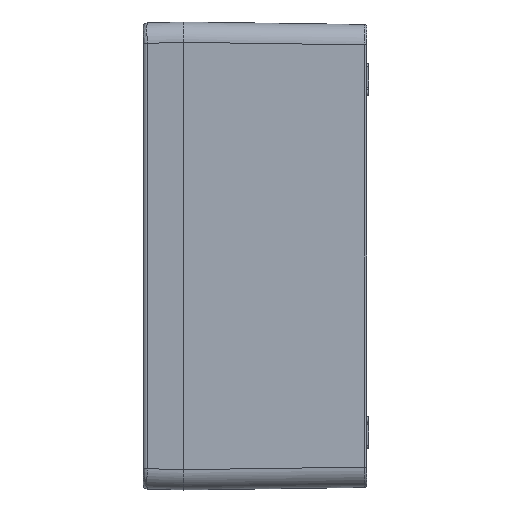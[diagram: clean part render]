
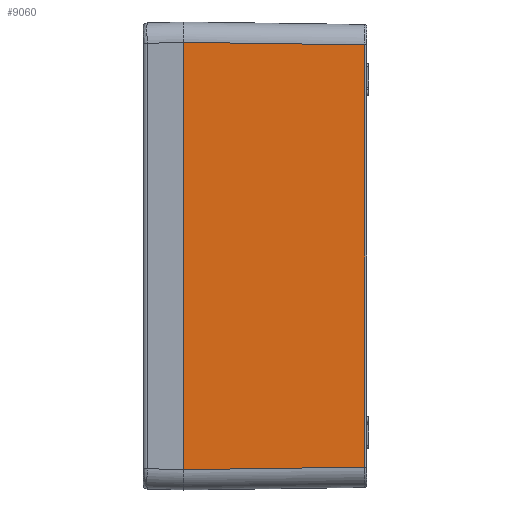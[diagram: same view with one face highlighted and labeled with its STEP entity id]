
A CAD part, left-side view. The second image highlights one B-rep face of the part: STEP entity #9060.
In plain terms, the highlighted planar face has unit normal (-1, -0.014, 0).
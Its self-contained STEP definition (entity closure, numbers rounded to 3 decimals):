
#843=CARTESIAN_POINT('',(-140.,90.,105.001));
#854=DIRECTION('',(0.,0.,1.));
#855=VECTOR('',#854,210.002);
#856=CARTESIAN_POINT('',(-140.,90.,-105.001));
#857=LINE('',#856,#855);
#867=CARTESIAN_POINT('',(-140.,90.,-105.001));
#4136=DIRECTION('',(0.,0.,-1.));
#4137=VECTOR('',#4136,207.516);
#4138=CARTESIAN_POINT('',(-138.757,0.986,
103.758));
#4139=LINE('',#4138,#4137);
#4143=DIRECTION('',(0.014,-1.,0.014));
#4144=VECTOR('',#4143,89.031);
#4145=CARTESIAN_POINT('',(-140.,90.,-105.001));
#4146=LINE('',#4145,#4144);
#4150=DIRECTION('',(0.014,-1.,-0.014));
#4151=VECTOR('',#4150,89.031);
#4152=CARTESIAN_POINT('',(-140.,90.,105.001));
#4153=LINE('',#4152,#4151);
#4166=CARTESIAN_POINT('',(-138.757,0.986,
103.758));
#4718=VERTEX_POINT('',#843);
#4721=VERTEX_POINT('',#867);
#4733=VERTEX_POINT('',#4166);
#4736=CARTESIAN_POINT('',(-138.757,0.986,
-103.758));
#4737=VERTEX_POINT('',#4736);
#9048=CARTESIAN_POINT('',(-140.,90.,-120.783));
#9049=DIRECTION('',(-1.,-0.014,0.));
#9050=DIRECTION('',(0.,0.,1.));
#9051=AXIS2_PLACEMENT_3D('',#9048,#9049,#9050);
#9052=PLANE('',#9051);
#9053=ORIENTED_EDGE('',*,*,#8863,.T.);
#9054=ORIENTED_EDGE('',*,*,#9043,.F.);
#9055=ORIENTED_EDGE('',*,*,#5676,.T.);
#9057=ORIENTED_EDGE('',*,*,#9056,.T.);
#9058=EDGE_LOOP('',(#9053,#9054,#9055,#9057));
#9059=FACE_OUTER_BOUND('',#9058,.F.);
#9060=ADVANCED_FACE('',(#9059),#9052,.T.);
#5676=EDGE_CURVE('',#4721,#4718,#857,.T.);
#8863=EDGE_CURVE('',#4733,#4737,#4139,.T.);
#9043=EDGE_CURVE('',#4721,#4737,#4146,.T.);
#9056=EDGE_CURVE('',#4718,#4733,#4153,.T.);
